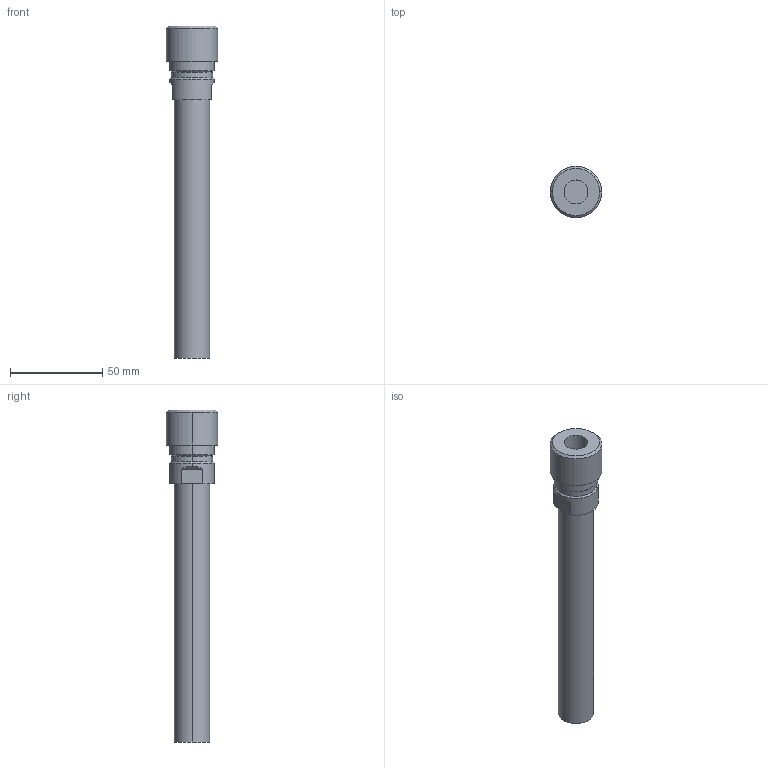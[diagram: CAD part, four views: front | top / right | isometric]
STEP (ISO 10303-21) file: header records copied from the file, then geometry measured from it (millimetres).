
FILE_DESCRIPTION (( 'STEP AP203' ), '1' );
FILE_NAME ('STP-04894.STEP', '2020-03-09T01:20:14', ( '' ), ( '' ), 'SwSTEP 2.0', 'SolidWorks 2017', '' );
FILE_SCHEMA (( 'CONFIG_CONTROL_DESIGN' ));
Length unit declared in the file: millimetre
Products named in the file (1): STP-04894
Bounding box: 28 x 28 x 180 mm (x, y, z)
Volume: 57810.3 mm3; surface area: 13692 mm2
Topology: 1 solids, 1 shells, 27 faces, 56 edges, 34 vertices
Faces by surface type: cylinder 12, plane 9, cone 6
Entity records: 793 total; most frequent: DIRECTION 134, CARTESIAN_POINT 130, ORIENTED_EDGE 112, EDGE_CURVE 56, AXIS2_PLACEMENT_3D 54, VERTEX_POINT 34, EDGE_LOOP 30, FACE_OUTER_BOUND 27
